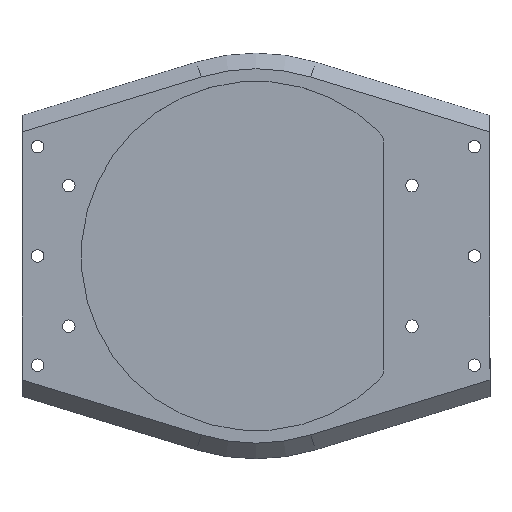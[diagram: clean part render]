
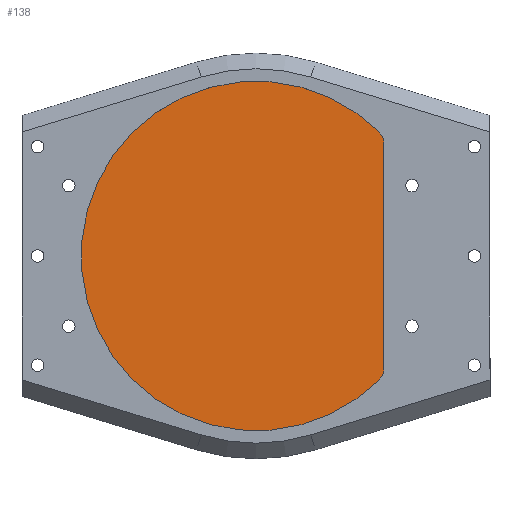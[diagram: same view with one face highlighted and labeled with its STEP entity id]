
A CAD part, top view. The second image highlights one B-rep face of the part: STEP entity #138.
In plain terms, the highlighted planar face has unit normal (0, 0, 1).
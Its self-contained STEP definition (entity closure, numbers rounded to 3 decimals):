
#123=CIRCLE('',#630,56.);
#124=CIRCLE('',#633,5.);
#125=CIRCLE('',#634,5.);
#138=ADVANCED_FACE('',(#181),#166,.T.);
#166=PLANE('',#635);
#181=FACE_OUTER_BOUND('',#223,.T.);
#223=EDGE_LOOP('',(#336,#337,#338,#339));
#336=ORIENTED_EDGE('',*,*,#503,.F.);
#337=ORIENTED_EDGE('',*,*,#508,.T.);
#338=ORIENTED_EDGE('',*,*,#505,.F.);
#339=ORIENTED_EDGE('',*,*,#509,.T.);
#440=VERTEX_POINT('',#938);
#441=VERTEX_POINT('',#940);
#442=VERTEX_POINT('',#944);
#443=VERTEX_POINT('',#945);
#503=EDGE_CURVE('',#440,#441,#123,.T.);
#505=EDGE_CURVE('',#442,#443,#545,.T.);
#508=EDGE_CURVE('',#440,#443,#124,.T.);
#509=EDGE_CURVE('',#442,#441,#125,.T.);
#545=LINE('',#943,#583);
#583=VECTOR('',#769,1.);
#630=AXIS2_PLACEMENT_3D('',#939,#764,#765);
#633=AXIS2_PLACEMENT_3D('',#949,#774,#775);
#634=AXIS2_PLACEMENT_3D('',#950,#776,#777);
#635=AXIS2_PLACEMENT_3D('',#951,#778,#779);
#764=DIRECTION('',(0.,0.,-1.));
#765=DIRECTION('',(1.,0.,0.));
#769=DIRECTION('',(0.,-1.,0.));
#774=DIRECTION('',(0.,0.,1.));
#775=DIRECTION('',(1.,0.,0.));
#776=DIRECTION('',(0.,0.,1.));
#777=DIRECTION('',(1.,0.,0.));
#778=DIRECTION('',(0.,0.,1.));
#779=DIRECTION('',(1.,0.,0.));
#938=CARTESIAN_POINT('',(39.529,-39.666,-4.8));
#939=CARTESIAN_POINT('',(0.,0.,-4.8));
#940=CARTESIAN_POINT('',(39.529,39.666,-4.8));
#943=CARTESIAN_POINT('',(41.,-38.144,-4.8));
#944=CARTESIAN_POINT('',(41.,36.125,-4.8));
#945=CARTESIAN_POINT('',(41.,-36.125,-4.8));
#949=CARTESIAN_POINT('',(36.,-36.125,-4.8));
#950=CARTESIAN_POINT('',(36.,36.125,-4.8));
#951=CARTESIAN_POINT('',(0.,0.,-4.8));
